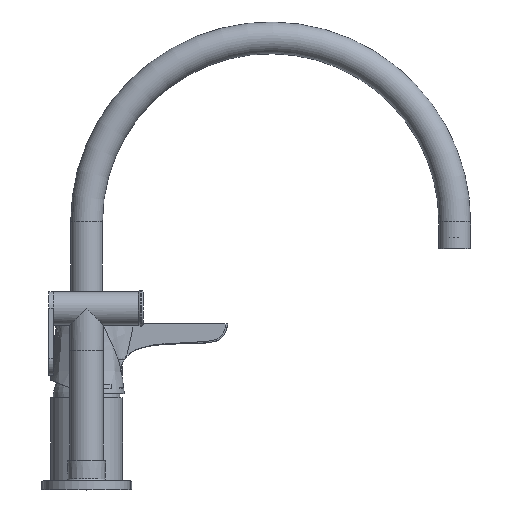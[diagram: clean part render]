
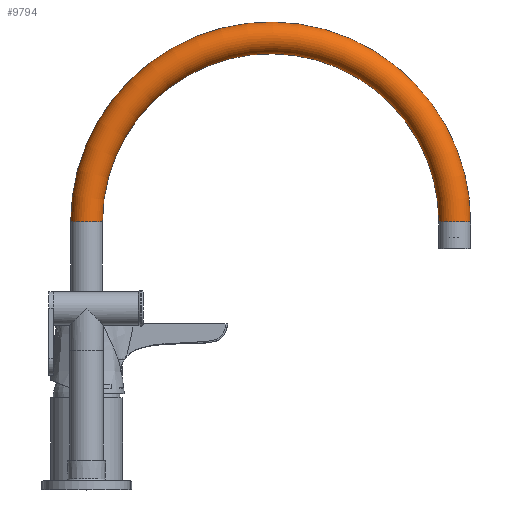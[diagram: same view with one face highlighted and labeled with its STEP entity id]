
A CAD part, top view. The second image highlights one B-rep face of the part: STEP entity #9794.
In plain terms, the highlighted toroidal (fillet/blend) face has major radius 110 mm and minor radius 9.5 mm.
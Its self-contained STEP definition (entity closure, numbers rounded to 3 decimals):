
#1202 = ORIENTED_EDGE ( 'NONE', *, *, #14547, .T. ) ;
#2492 = CIRCLE ( 'NONE', #11946, 9.5 ) ;
#3208 = AXIS2_PLACEMENT_3D ( 'NONE', #16543, #7089, #10054 ) ;
#3395 = AXIS2_PLACEMENT_3D ( 'NONE', #14273, #20991, #4336 ) ;
#4237 = FACE_OUTER_BOUND ( 'NONE', #12422, .T. ) ;
#4336 = DIRECTION ( 'NONE',  ( -1., 0., 0. ) ) ;
#4450 = EDGE_LOOP ( 'NONE', ( #7812 ) ) ;
#6962 = VERTEX_POINT ( 'NONE', #19936 ) ;
#7089 = DIRECTION ( 'NONE',  ( 0., -1., 0. ) ) ;
#7812 = ORIENTED_EDGE ( 'NONE', *, *, #18343, .F. ) ;
#9794 = ADVANCED_FACE ( 'NONE', ( #18776, #4237 ), #15921, .T. ) ;
#10054 = DIRECTION ( 'NONE',  ( 0., 0., 1. ) ) ;
#11946 = AXIS2_PLACEMENT_3D ( 'NONE', #18986, #15358, #16867 ) ;
#12055 = CARTESIAN_POINT ( 'NONE',  ( 220., 159.85, 109.5 ) ) ;
#12422 = EDGE_LOOP ( 'NONE', ( #1202 ) ) ;
#13634 = VERTEX_POINT ( 'NONE', #12055 ) ;
#14273 = CARTESIAN_POINT ( 'NONE',  ( 110., 159.85, 100. ) ) ;
#14547 = EDGE_CURVE ( 'NONE', #6962, #6962, #2492, .T. ) ;
#15358 = DIRECTION ( 'NONE',  ( 0., 1., 0. ) ) ;
#15921 = TOROIDAL_SURFACE ( 'NONE', #3395, 110., 9.5 ) ;
#16543 = CARTESIAN_POINT ( 'NONE',  ( 220., 159.85, 100. ) ) ;
#16867 = DIRECTION ( 'NONE',  ( 0., 0., 1. ) ) ;
#17097 = CIRCLE ( 'NONE', #3208, 9.5 ) ;
#18343 = EDGE_CURVE ( 'NONE', #13634, #13634, #17097, .T. ) ;
#18776 = FACE_OUTER_BOUND ( 'NONE', #4450, .T. ) ;
#18986 = CARTESIAN_POINT ( 'NONE',  ( 0., 159.85, 100. ) ) ;
#19936 = CARTESIAN_POINT ( 'NONE',  ( 0., 159.85, 109.5 ) ) ;
#20991 = DIRECTION ( 'NONE',  ( 0., 0., -1. ) ) ;
